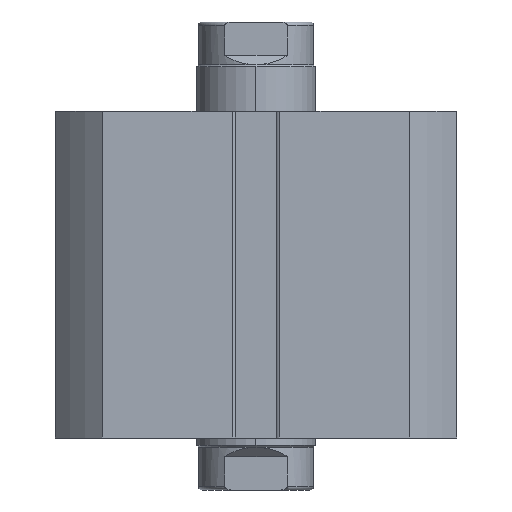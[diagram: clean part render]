
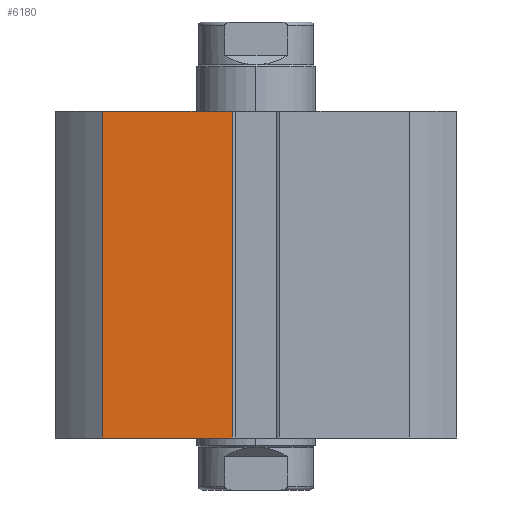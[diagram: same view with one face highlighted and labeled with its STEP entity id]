
A CAD part, front view. The second image highlights one B-rep face of the part: STEP entity #6180.
In plain terms, the highlighted planar face has unit normal (0, -1, 0).
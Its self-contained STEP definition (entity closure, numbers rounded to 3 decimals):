
#746 = LINE ( 'NONE', #6121, #747 ) ;
#747 = VECTOR ( 'NONE', #6119, 1000. ) ;
#1838 = ORIENTED_EDGE ( 'NONE', *, *, #7019, .F. ) ;
#2395 = FACE_OUTER_BOUND ( 'NONE', #2749, .T. ) ;
#2749 = EDGE_LOOP ( 'NONE', ( #1838, #3404, #3405, #3391 ) ) ;
#3188 = LINE ( 'NONE', #4259, #3189 ) ;
#3189 = VECTOR ( 'NONE', #4258, 1000. ) ;
#3227 = LINE ( 'NONE', #3980, #3228 ) ;
#3228 = VECTOR ( 'NONE', #3979, 1000. ) ;
#3270 = LINE ( 'NONE', #4889, #3271 ) ;
#3271 = VECTOR ( 'NONE', #4892, 1000. ) ;
#3391 = ORIENTED_EDGE ( 'NONE', *, *, #6935, .F. ) ;
#3404 = ORIENTED_EDGE ( 'NONE', *, *, #6909, .T. ) ;
#3405 = ORIENTED_EDGE ( 'NONE', *, *, #6879, .T. ) ;
#3706 = AXIS2_PLACEMENT_3D ( 'NONE', #5379, #5652, #5640 ) ;
#3979 = DIRECTION ( 'NONE',  ( 1., 0., 0. ) ) ;
#3980 = CARTESIAN_POINT ( 'NONE',  ( -27., -27., 0. ) ) ;
#4258 = DIRECTION ( 'NONE',  ( 0., 0., 1. ) ) ;
#4259 = CARTESIAN_POINT ( 'NONE',  ( -3.2, -27., 44. ) ) ;
#4603 = CARTESIAN_POINT ( 'NONE',  ( -3.2, -27., 0. ) ) ;
#4662 = CARTESIAN_POINT ( 'NONE',  ( -20.664, -27., 0. ) ) ;
#4672 = CARTESIAN_POINT ( 'NONE',  ( -20.664, -27., 44. ) ) ;
#4720 = CARTESIAN_POINT ( 'NONE',  ( -3.2, -27., 44. ) ) ;
#4889 = CARTESIAN_POINT ( 'NONE',  ( -27., -27., 44. ) ) ;
#4892 = DIRECTION ( 'NONE',  ( 1., 0., 0. ) ) ;
#5333 = PLANE ( 'NONE',  #3706 ) ;
#5379 = CARTESIAN_POINT ( 'NONE',  ( -27., -27., 44. ) ) ;
#5640 = DIRECTION ( 'NONE',  ( 0., 0., 1. ) ) ;
#5652 = DIRECTION ( 'NONE',  ( 0., 1., 0. ) ) ;
#6119 = DIRECTION ( 'NONE',  ( 0., 0., 1. ) ) ;
#6121 = CARTESIAN_POINT ( 'NONE',  ( -20.664, -27., 0. ) ) ;
#6180 = ADVANCED_FACE ( 'NONE', ( #2395 ), #5333, .F. ) ;
#6431 = VERTEX_POINT ( 'NONE', #4603 ) ;
#6546 = VERTEX_POINT ( 'NONE', #4662 ) ;
#6560 = VERTEX_POINT ( 'NONE', #4672 ) ;
#6668 = VERTEX_POINT ( 'NONE', #4720 ) ;
#6879 = EDGE_CURVE ( 'NONE', #6431, #6668, #3188, .T. ) ;
#6909 = EDGE_CURVE ( 'NONE', #6546, #6431, #3227, .T. ) ;
#6935 = EDGE_CURVE ( 'NONE', #6560, #6668, #3270, .T. ) ;
#7019 = EDGE_CURVE ( 'NONE', #6546, #6560, #746, .T. ) ;
